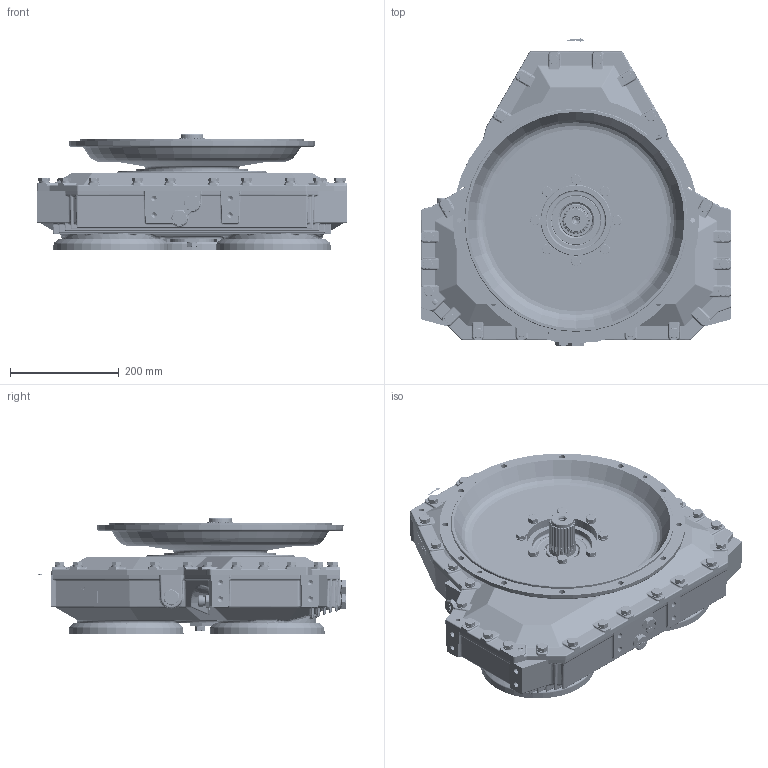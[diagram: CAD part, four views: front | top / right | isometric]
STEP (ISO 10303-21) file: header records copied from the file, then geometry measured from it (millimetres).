
FILE_DESCRIPTION (( 'STEP AP214' ), '1' );
FILE_NAME ('1029023Q.STEP', '2018-03-29T09:24:06', ( 'utente' ), ( 'Hewlett-Packard Company' ), 'SwSTEP 2.0', 'SolidWorks 2015', '' );
FILE_SCHEMA (( 'AUTOMOTIVE_DESIGN' ));
Length unit declared in the file: millimetre
Products named in the file (9): IT1071127-installation; IT1041165-installation; ITam110-001_rev01-installation; IT4588040_rev00-installation; IT0000200_rev00-installation; IT2021217_rev05-installation; ITam220-002_rev00-installation; ITB00410000_rev01-installation; 1029023Q
Assembly tree (12 placements, depth 2):
  1029023Q
    ITB00410000_rev01-installation
    ITam220-002_rev00-installation
    IT2021217_rev05-installation  x3
    IT0000200_rev00-installation
    IT4588040_rev00-installation
    ITam110-001_rev01-installation
    IT1041165-installation  x3
    IT1071127-installation
Bounding box: 570 x 565.04 x 212.5 mm (x, y, z)
Volume: 5019615.1 mm3; surface area: 2776307.4 mm2
Topology: 28 solids, 144 shells, 6207 faces, 15053 edges, 9514 vertices
Faces by surface type: plane 2670, cylinder 1681, bspline 1122, cone 368, torus 186, sphere 180
Full cylindrical faces by diameter (mm): 5 x1, 8 x4, 8.5 x47, 10 x120, 10.2 x46, 10.5 x34, 11 x27, 12 x46, 13 x2, 14 x6, 16 x24, 16.2 x37, 17 x12, 17.2 x1, 18.5 x3, 18.631 x3, 19.3 x1, 20 x5, 20.7 x3, 21 x3, 21.3 x1, 23.7 x1, 25.946 x3, 26 x2, 26.6 x2, 27 x3, 30 x3, 44.5 x6, 47.5 x9, 49.6 x3
Entity records: 234576 total; most frequent: CARTESIAN_POINT 74011, ORIENTED_EDGE 21584, DIRECTION 19839, EDGE_CURVE 10797, AXIS2_PLACEMENT_3D 7232, VERTEX_POINT 7112, EDGE_LOOP 6261, FACE_OUTER_BOUND 5567
